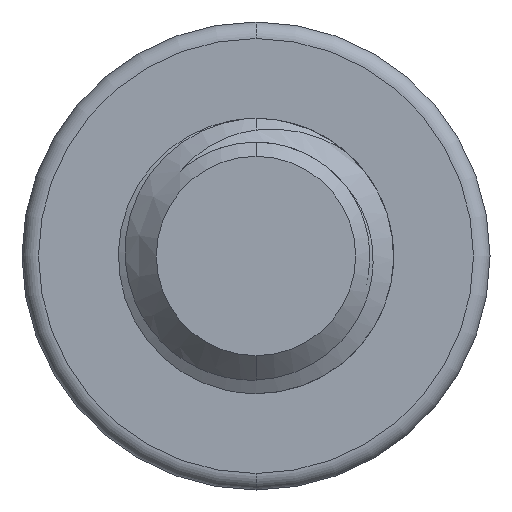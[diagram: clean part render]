
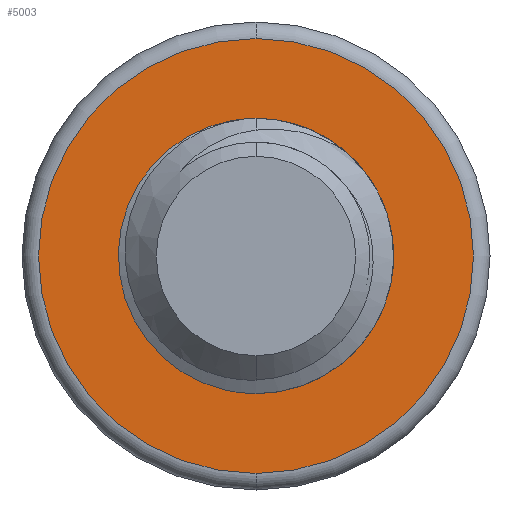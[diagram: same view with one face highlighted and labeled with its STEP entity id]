
A CAD part, front view. The second image highlights one B-rep face of the part: STEP entity #5003.
In plain terms, the highlighted planar face has unit normal (0, -1, 0).
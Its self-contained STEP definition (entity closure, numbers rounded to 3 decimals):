
#20 = EDGE_LOOP ( 'NONE', ( #7353, #3519 ) ) ;
#67 = CARTESIAN_POINT ( 'NONE',  ( -1.041, 25., 1.806 ) ) ;
#96 = VERTEX_POINT ( 'NONE', #2791 ) ;
#392 = CARTESIAN_POINT ( 'NONE',  ( -2.156, 25., -0.482 ) ) ;
#424 = CARTESIAN_POINT ( 'NONE',  ( 1.608, 25., 1.46 ) ) ;
#481 = CARTESIAN_POINT ( 'NONE',  ( 0., 25., 3.95 ) ) ;
#516 = CARTESIAN_POINT ( 'NONE',  ( -1.749, 25., -1.524 ) ) ;
#847 = DIRECTION ( 'NONE',  ( 0., 1., 0. ) ) ;
#907 = CARTESIAN_POINT ( 'NONE',  ( 0.791, 25., 1.91 ) ) ;
#920 = EDGE_CURVE ( 'NONE', #7678, #7239, #6684, .T. ) ;
#1069 = CARTESIAN_POINT ( 'NONE',  ( 2.315, 25., -0.59 ) ) ;
#1287 = CARTESIAN_POINT ( 'NONE',  ( -1.652, 25., 1.271 ) ) ;
#1295 = EDGE_CURVE ( 'NONE', #4910, #7678, #2323, .T. ) ;
#1595 = CARTESIAN_POINT ( 'NONE',  ( 0.791, 25., 1.91 ) ) ;
#1801 = EDGE_CURVE ( 'NONE', #7239, #8023, #7324, .T. ) ;
#2014 = PLANE ( 'NONE',  #6809 ) ;
#2056 = DIRECTION ( 'NONE',  ( 0., 1., 0. ) ) ;
#2090 = CARTESIAN_POINT ( 'NONE',  ( 0., 25., 0. ) ) ;
#2188 = ORIENTED_EDGE ( 'NONE', *, *, #920, .T. ) ;
#2200 = CARTESIAN_POINT ( 'NONE',  ( -2.001, 25., 0.625 ) ) ;
#2317 = CARTESIAN_POINT ( 'NONE',  ( 1.462, 25., 1.582 ) ) ;
#2323 = B_SPLINE_CURVE_WITH_KNOTS ( 'NONE', 3,
 ( #5456, #3450, #2931, #2971, #5373, #7889, #3581, #6062, #516, #6507, #7927, #7765, #392, #7846, #4141, #4838, #2200, #4665 ),
 .UNSPECIFIED., .F., .F.,
 ( 4, 2, 2, 2, 2, 2, 2, 2, 4 ),
 ( 0., 0.001, 0.001, 0.002, 0.002, 0.003, 0.003, 0.004, 0.004 ),
 .UNSPECIFIED. ) ;
#2444 = AXIS2_PLACEMENT_3D ( 'NONE', #3538, #4296, #6024 ) ;
#2618 = DIRECTION ( 'NONE',  ( 0., -1., 0. ) ) ;
#2791 = CARTESIAN_POINT ( 'NONE',  ( 0., 25., -3.95 ) ) ;
#2841 = CARTESIAN_POINT ( 'NONE',  ( 2.223, 25., 0.527 ) ) ;
#2847 = EDGE_CURVE ( 'NONE', #8023, #4910, #5247, .T. ) ;
#2882 = CARTESIAN_POINT ( 'NONE',  ( 2.336, 25., -0.028 ) ) ;
#2908 = CARTESIAN_POINT ( 'NONE',  ( 0.269, 25., 2.067 ) ) ;
#2931 = CARTESIAN_POINT ( 'NONE',  ( -0.372, 25., -2.447 ) ) ;
#2971 = CARTESIAN_POINT ( 'NONE',  ( -0.727, 25., -2.33 ) ) ;
#3135 = CARTESIAN_POINT ( 'NONE',  ( -1.273, 25., 1.651 ) ) ;
#3450 = CARTESIAN_POINT ( 'NONE',  ( -0.189, 25., -2.484 ) ) ;
#3519 = ORIENTED_EDGE ( 'NONE', *, *, #5847, .T. ) ;
#3538 = CARTESIAN_POINT ( 'NONE',  ( 0., 25., 0. ) ) ;
#3581 = CARTESIAN_POINT ( 'NONE',  ( -1.367, 25., -1.937 ) ) ;
#3783 = CARTESIAN_POINT ( 'NONE',  ( 0.54, 25., 2.014 ) ) ;
#3913 = DIRECTION ( 'NONE',  ( 0., 0., 1. ) ) ;
#4012 = CARTESIAN_POINT ( 'NONE',  ( 1.768, 25., -1.768 ) ) ;
#4132 = CARTESIAN_POINT ( 'NONE',  ( 0.973, 25., 1.857 ) ) ;
#4141 = CARTESIAN_POINT ( 'NONE',  ( -2.153, 25., 0.079 ) ) ;
#4176 = CARTESIAN_POINT ( 'NONE',  ( 1.993, 25., -1.468 ) ) ;
#4296 = DIRECTION ( 'NONE',  ( 0., -1., 0. ) ) ;
#4337 = ORIENTED_EDGE ( 'NONE', *, *, #2847, .T. ) ;
#4658 = CARTESIAN_POINT ( 'NONE',  ( 2.153, 25., 0.703 ) ) ;
#4665 = CARTESIAN_POINT ( 'NONE',  ( -1.91, 25., 0.791 ) ) ;
#4712 = AXIS2_PLACEMENT_3D ( 'NONE', #2090, #2618, #3913 ) ;
#4752 = ORIENTED_EDGE ( 'NONE', *, *, #1801, .T. ) ;
#4786 = CARTESIAN_POINT ( 'NONE',  ( 2.314, 25., 0.161 ) ) ;
#4838 = CARTESIAN_POINT ( 'NONE',  ( -2.068, 25., 0.448 ) ) ;
#4862 = EDGE_LOOP ( 'NONE', ( #4752, #4337, #5844, #2188 ) ) ;
#4900 = CARTESIAN_POINT ( 'NONE',  ( 0., 25., -2.5 ) ) ;
#4910 = VERTEX_POINT ( 'NONE', #4900 ) ;
#4949 = EDGE_CURVE ( 'NONE', #7910, #96, #7188, .T. ) ;
#5003 = ADVANCED_FACE ( 'NONE', ( #7006, #7575 ), #2014, .F. ) ;
#5239 = CARTESIAN_POINT ( 'NONE',  ( 1.863, 25., 1.186 ) ) ;
#5247 = CIRCLE ( 'NONE', #5898, 2.5 ) ;
#5284 = CARTESIAN_POINT ( 'NONE',  ( 2.336, 25., -0.402 ) ) ;
#5373 = CARTESIAN_POINT ( 'NONE',  ( -0.901, 25., -2.25 ) ) ;
#5456 = CARTESIAN_POINT ( 'NONE',  ( 0., 25., -2.5 ) ) ;
#5625 = CARTESIAN_POINT ( 'NONE',  ( -1.91, 25., 0.791 ) ) ;
#5638 = CARTESIAN_POINT ( 'NONE',  ( 0., 25., 0. ) ) ;
#5665 = CARTESIAN_POINT ( 'NONE',  ( -0.268, 25., 2.067 ) ) ;
#5785 = DIRECTION ( 'NONE',  ( 0., 0., 1. ) ) ;
#5788 = DIRECTION ( 'NONE',  ( 0., 0., 1. ) ) ;
#5844 = ORIENTED_EDGE ( 'NONE', *, *, #1295, .T. ) ;
#5847 = EDGE_CURVE ( 'NONE', #96, #7910, #5939, .T. ) ;
#5889 = CARTESIAN_POINT ( 'NONE',  ( 1.975, 25., 1.031 ) ) ;
#5898 = AXIS2_PLACEMENT_3D ( 'NONE', #5638, #847, #5788 ) ;
#5933 = CARTESIAN_POINT ( 'NONE',  ( 2.161, 25., -1.135 ) ) ;
#5939 = CIRCLE ( 'NONE', #2444, 3.95 ) ;
#6024 = DIRECTION ( 'NONE',  ( 0., 0., 1. ) ) ;
#6062 = CARTESIAN_POINT ( 'NONE',  ( -1.633, 25., -1.671 ) ) ;
#6507 = CARTESIAN_POINT ( 'NONE',  ( -1.942, 25., -1.203 ) ) ;
#6649 = CARTESIAN_POINT ( 'NONE',  ( 0.791, 25., 1.91 ) ) ;
#6684 = B_SPLINE_CURVE_WITH_KNOTS ( 'NONE', 3,
 ( #5625, #7523, #1287, #3135, #67, #7483, #5665, #2908, #3783, #6649 ),
 .UNSPECIFIED., .F., .F.,
 ( 4, 2, 2, 2, 4 ),
 ( 0., 0.001, 0.002, 0.002, 0.003 ),
 .UNSPECIFIED. ) ;
#6809 = AXIS2_PLACEMENT_3D ( 'NONE', #7693, #2056, #5785 ) ;
#7004 = CARTESIAN_POINT ( 'NONE',  ( -1.91, 25., 0.791 ) ) ;
#7006 = FACE_OUTER_BOUND ( 'NONE', #20, .T. ) ;
#7142 = CARTESIAN_POINT ( 'NONE',  ( 1.89, 25., -1.623 ) ) ;
#7188 = CIRCLE ( 'NONE', #4712, 3.95 ) ;
#7239 = VERTEX_POINT ( 'NONE', #907 ) ;
#7272 = CARTESIAN_POINT ( 'NONE',  ( 2.227, 25., -0.957 ) ) ;
#7324 = B_SPLINE_CURVE_WITH_KNOTS ( 'NONE', 3,
 ( #1595, #4132, #7838, #2317, #424, #5239, #5889, #4658, #2841, #4786, #2882, #5284, #1069, #7272, #5933, #4176, #7142, #4012 ),
 .UNSPECIFIED., .F., .F.,
 ( 4, 2, 2, 2, 2, 2, 2, 2, 4 ),
 ( 0., 0.001, 0.001, 0.002, 0.002, 0.003, 0.003, 0.004, 0.004 ),
 .UNSPECIFIED. ) ;
#7353 = ORIENTED_EDGE ( 'NONE', *, *, #4949, .T. ) ;
#7483 = CARTESIAN_POINT ( 'NONE',  ( -0.54, 25., 2.013 ) ) ;
#7523 = CARTESIAN_POINT ( 'NONE',  ( -1.806, 25., 1.042 ) ) ;
#7575 = FACE_BOUND ( 'NONE', #4862, .T. ) ;
#7678 = VERTEX_POINT ( 'NONE', #7004 ) ;
#7693 = CARTESIAN_POINT ( 'NONE',  ( 0., 25., 0. ) ) ;
#7765 = CARTESIAN_POINT ( 'NONE',  ( -2.125, 25., -0.67 ) ) ;
#7838 = CARTESIAN_POINT ( 'NONE',  ( 1.143, 25., 1.78 ) ) ;
#7846 = CARTESIAN_POINT ( 'NONE',  ( -2.169, 25., -0.107 ) ) ;
#7889 = CARTESIAN_POINT ( 'NONE',  ( -1.219, 25., -2.054 ) ) ;
#7910 = VERTEX_POINT ( 'NONE', #481 ) ;
#7927 = CARTESIAN_POINT ( 'NONE',  ( -2.019, 25., -1.028 ) ) ;
#7975 = CARTESIAN_POINT ( 'NONE',  ( 1.768, 25., -1.768 ) ) ;
#8023 = VERTEX_POINT ( 'NONE', #7975 ) ;
